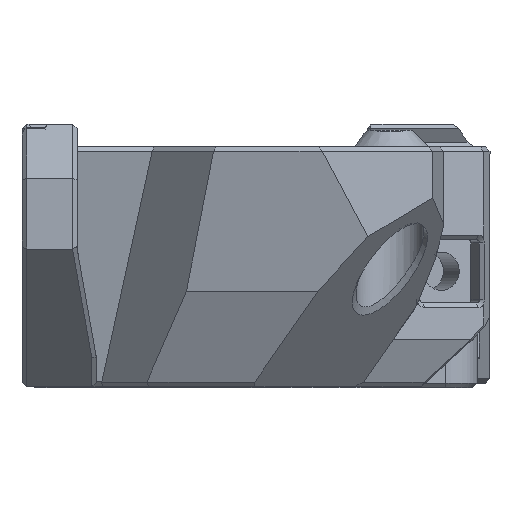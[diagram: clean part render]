
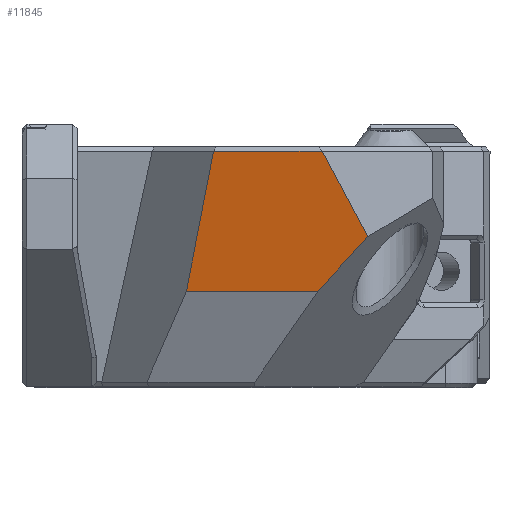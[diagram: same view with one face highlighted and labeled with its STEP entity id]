
A CAD part, left-side view. The second image highlights one B-rep face of the part: STEP entity #11845.
In plain terms, the highlighted planar face has unit normal (-0.982, 0, -0.19).
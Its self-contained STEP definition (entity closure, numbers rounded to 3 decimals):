
#1076=LINE('',#19662,#2331);
#1077=LINE('',#19665,#2332);
#1078=LINE('',#19667,#2333);
#1079=LINE('',#19669,#2334);
#1080=LINE('',#19671,#2335);
#1081=LINE('',#19673,#2336);
#1082=LINE('',#19675,#2337);
#2331=VECTOR('',#15282,1000.);
#2332=VECTOR('',#15283,1000.);
#2333=VECTOR('',#15284,1000.);
#2334=VECTOR('',#15285,1000.);
#2335=VECTOR('',#15286,1000.);
#2336=VECTOR('',#15287,1000.);
#2337=VECTOR('',#15288,1000.);
#3067=PLANE('',#12816);
#5340=ORIENTED_EDGE('',*,*,#7802,.F.);
#5341=ORIENTED_EDGE('',*,*,#7803,.T.);
#5342=ORIENTED_EDGE('',*,*,#7804,.F.);
#5343=ORIENTED_EDGE('',*,*,#7805,.T.);
#5344=ORIENTED_EDGE('',*,*,#7806,.T.);
#5345=ORIENTED_EDGE('',*,*,#7807,.F.);
#5346=ORIENTED_EDGE('',*,*,#7808,.F.);
#7802=EDGE_CURVE('',#9134,#9135,#1076,.T.);
#7803=EDGE_CURVE('',#9134,#9136,#1077,.T.);
#7804=EDGE_CURVE('',#9137,#9136,#1078,.T.);
#7805=EDGE_CURVE('',#9137,#9138,#1079,.T.);
#7806=EDGE_CURVE('',#9138,#9139,#1080,.T.);
#7807=EDGE_CURVE('',#9140,#9139,#1081,.T.);
#7808=EDGE_CURVE('',#9135,#9140,#1082,.T.);
#9134=VERTEX_POINT('',#19663);
#9135=VERTEX_POINT('',#19664);
#9136=VERTEX_POINT('',#19666);
#9137=VERTEX_POINT('',#19668);
#9138=VERTEX_POINT('',#19670);
#9139=VERTEX_POINT('',#19672);
#9140=VERTEX_POINT('',#19674);
#10248=EDGE_LOOP('',(#5340,#5341,#5342,#5343,#5344,#5345,#5346));
#11020=FACE_BOUND('',#10248,.T.);
#11845=ADVANCED_FACE('',(#11020),#3067,.T.);
#12816=AXIS2_PLACEMENT_3D('',#19661,#15280,#15281);
#15280=DIRECTION('',(-0.982,0.,-0.19));
#15281=DIRECTION('',(0.19,0.,-0.982));
#15282=DIRECTION('',(-0.102,-0.845,0.525));
#15283=DIRECTION('',(0.187,0.187,-0.964));
#15284=DIRECTION('',(0.,1.,0.));
#15285=DIRECTION('',(-0.141,-0.67,0.729));
#15286=DIRECTION('',(-0.169,0.463,0.87));
#15287=DIRECTION('',(0.054,-0.959,-0.278));
#15288=DIRECTION('',(0.,-1.,0.));
#19661=CARTESIAN_POINT('',(-12.,12.5,21.3));
#19662=CARTESIAN_POINT('',(-10.969,8.366,15.976));
#19663=CARTESIAN_POINT('',(-11.923,0.448,20.9));
#19664=CARTESIAN_POINT('',(-11.924,0.436,20.907));
#19665=CARTESIAN_POINT('',(-10.701,1.67,14.591));
#19666=CARTESIAN_POINT('',(-9.529,2.842,8.541));
#19667=CARTESIAN_POINT('',(-9.529,7.5,8.541));
#19668=CARTESIAN_POINT('',(-9.529,-8.773,8.541));
#19669=CARTESIAN_POINT('',(-8.966,-6.108,5.639));
#19670=CARTESIAN_POINT('',(-10.46,-13.194,13.351));
#19671=CARTESIAN_POINT('',(-12.423,-7.8,23.485));
#19672=CARTESIAN_POINT('',(-11.923,-9.176,20.9));
#19673=CARTESIAN_POINT('',(-12.476,0.704,23.759));
#19674=CARTESIAN_POINT('',(-11.924,-9.151,20.907));
#19675=CARTESIAN_POINT('',(-11.924,10.282,20.907));
